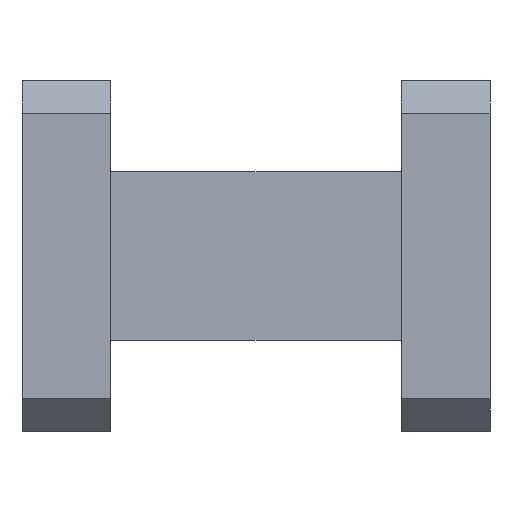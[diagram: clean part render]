
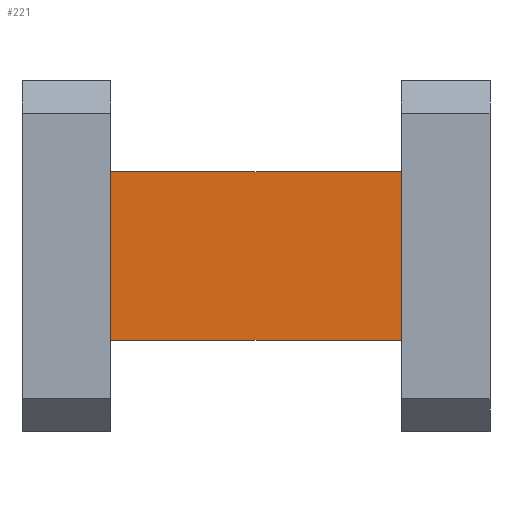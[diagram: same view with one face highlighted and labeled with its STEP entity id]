
A CAD part, front view. The second image highlights one B-rep face of the part: STEP entity #221.
In plain terms, the highlighted planar face has unit normal (0, -1, 0).
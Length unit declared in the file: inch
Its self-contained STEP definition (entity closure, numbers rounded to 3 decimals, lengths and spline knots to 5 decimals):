
#11 = VERTEX_POINT ( 'NONE', #124 ) ;
#65 = CARTESIAN_POINT ( 'NONE',  ( 0.81, -0.11, -0.18 ) ) ;
#115 = ORIENTED_EDGE ( 'NONE', *, *, #1006, .F. ) ;
#116 = EDGE_CURVE ( 'NONE', #994, #1148, #707, .T. ) ;
#124 = CARTESIAN_POINT ( 'NONE',  ( 0.19, -0.11, 0.18 ) ) ;
#221 = ADVANCED_FACE ( 'NONE', ( #1144 ), #396, .F. ) ;
#242 = EDGE_CURVE ( 'NONE', #1141, #11, #1126, .T. ) ;
#249 = DIRECTION ( 'NONE',  ( 0., 0., 1. ) ) ;
#396 = PLANE ( 'NONE',  #1552 ) ;
#461 = CARTESIAN_POINT ( 'NONE',  ( 0.81, -0.11, -0.18 ) ) ;
#521 = DIRECTION ( 'NONE',  ( 0., 0., -1. ) ) ;
#624 = CARTESIAN_POINT ( 'NONE',  ( 0.19, -0.11, -0.18 ) ) ;
#648 = CARTESIAN_POINT ( 'NONE',  ( 0.19, -0.11, -0.18 ) ) ;
#703 = CARTESIAN_POINT ( 'NONE',  ( 0.81, -0.11, -0.18 ) ) ;
#707 = LINE ( 'NONE', #461, #1509 ) ;
#724 = DIRECTION ( 'NONE',  ( -1., 0., 0. ) ) ;
#753 = CARTESIAN_POINT ( 'NONE',  ( 0.81, -0.11, 0.18 ) ) ;
#804 = VECTOR ( 'NONE', #1541, 39.37008 ) ;
#821 = VECTOR ( 'NONE', #521, 39.37008 ) ;
#893 = DIRECTION ( 'NONE',  ( 0., 1., 0. ) ) ;
#916 = LINE ( 'NONE', #648, #821 ) ;
#994 = VERTEX_POINT ( 'NONE', #703 ) ;
#1006 = EDGE_CURVE ( 'NONE', #1141, #994, #1216, .T. ) ;
#1027 = ORIENTED_EDGE ( 'NONE', *, *, #242, .T. ) ;
#1037 = EDGE_LOOP ( 'NONE', ( #1055, #1373, #115, #1027 ) ) ;
#1055 = ORIENTED_EDGE ( 'NONE', *, *, #1237, .T. ) ;
#1093 = VECTOR ( 'NONE', #1611, 39.37008 ) ;
#1126 = LINE ( 'NONE', #753, #804 ) ;
#1141 = VERTEX_POINT ( 'NONE', #1383 ) ;
#1144 = FACE_OUTER_BOUND ( 'NONE', #1037, .T. ) ;
#1148 = VERTEX_POINT ( 'NONE', #624 ) ;
#1216 = LINE ( 'NONE', #65, #1093 ) ;
#1237 = EDGE_CURVE ( 'NONE', #11, #1148, #916, .T. ) ;
#1373 = ORIENTED_EDGE ( 'NONE', *, *, #116, .F. ) ;
#1383 = CARTESIAN_POINT ( 'NONE',  ( 0.81, -0.11, 0.18 ) ) ;
#1388 = CARTESIAN_POINT ( 'NONE',  ( 0.81, -0.11, -0.18 ) ) ;
#1509 = VECTOR ( 'NONE', #724, 39.37008 ) ;
#1541 = DIRECTION ( 'NONE',  ( -1., 0., 0. ) ) ;
#1552 = AXIS2_PLACEMENT_3D ( 'NONE', #1388, #893, #249 ) ;
#1611 = DIRECTION ( 'NONE',  ( 0., 0., -1. ) ) ;
